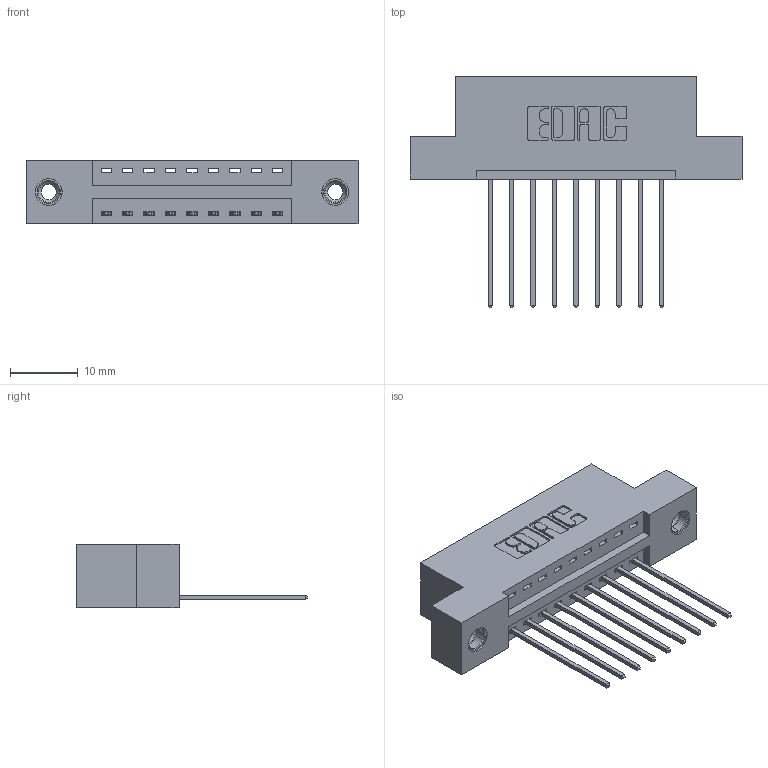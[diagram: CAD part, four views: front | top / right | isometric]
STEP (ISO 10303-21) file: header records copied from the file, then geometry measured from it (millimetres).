
FILE_DESCRIPTION (( 'STEP AP203' ), '1' );
FILE_NAME ('346-009-541-108.STEP', '2018-08-17T05:51:21', ( '' ), ( '' ), 'SwSTEP 2.0', 'SolidWorks 2016', '' );
FILE_SCHEMA (( 'CONFIG_CONTROL_DESIGN' ));
Length unit declared in the file: inch
Products named in the file (4): 345-292-001_345-293-141; 345-250-001_345-250-003-102; 346-009-541-108; 346 Part_Flush Mounting Lugs - 0.156 Dia-TI
Assembly tree (12 placements, depth 2):
  346-009-541-108
    346 Part_Flush Mounting Lugs - 0.156 Dia-TI
    345-292-001_345-293-141  x9
    345-250-001_345-250-003-102  x2
Bounding box: 49.15 x 34.29 x 9.4 mm (x, y, z)
Volume: 4500.5 mm3; surface area: 5468.1 mm2
Topology: 12 solids, 12 shells, 704 faces, 2049 edges, 1346 vertices
Faces by surface type: plane 468, cylinder 220, cone 12, torus 4
Entity records: 11232 total; most frequent: CARTESIAN_POINT 1918, ORIENTED_EDGE 1854, DIRECTION 1759, EDGE_CURVE 927, LINE 739, VECTOR 739, VERTEX_POINT 612, AXIS2_PLACEMENT_3D 510
